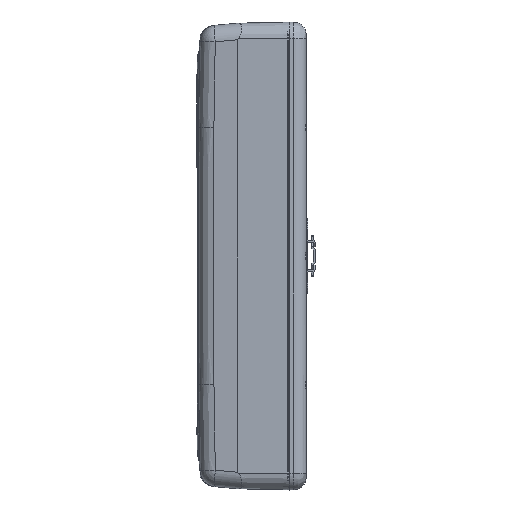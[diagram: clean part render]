
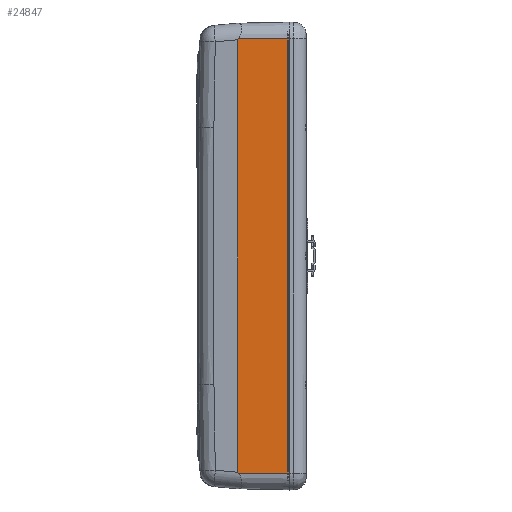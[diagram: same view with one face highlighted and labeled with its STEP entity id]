
A CAD part, left-side view. The second image highlights one B-rep face of the part: STEP entity #24847.
In plain terms, the highlighted planar face has unit normal (-1, 0.023, 0).
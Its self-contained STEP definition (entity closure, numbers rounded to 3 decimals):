
#2276 = CARTESIAN_POINT ( 'NONE',  ( -37.753, 176.002, 258.298 ) ) ;
#3649 = VERTEX_POINT ( 'NONE', #39820 ) ;
#4532 = CARTESIAN_POINT ( 'NONE',  ( -37.051, 206.964, -134.202 ) ) ;
#6037 =( BOUNDED_CURVE ( )  B_SPLINE_CURVE ( 3, ( #69538, #35379, #71737, #43196 ),
 .UNSPECIFIED., .F., .F. ) 
 B_SPLINE_CURVE_WITH_KNOTS ( ( 4, 4 ),
 ( 3.08, 3.136 ),
 .UNSPECIFIED. ) 
 CURVE ( )  GEOMETRIC_REPRESENTATION_ITEM ( )  RATIONAL_B_SPLINE_CURVE ( ( 1., 1., 1., 1. ) ) 
 REPRESENTATION_ITEM ( '' )  );
#6920 = CARTESIAN_POINT ( 'NONE',  ( -37.051, 206.964, -134.202 ) ) ;
#8287 = CARTESIAN_POINT ( 'NONE',  ( -38.104, 160.511, 258.298 ) ) ;
#9028 = ORIENTED_EDGE ( 'NONE', *, *, #59713, .T. ) ;
#9039 = CARTESIAN_POINT ( 'NONE',  ( -37.401, 191.493, 258.298 ) ) ;
#10159 = CARTESIAN_POINT ( 'NONE',  ( -37.046, 207.206, -133.901 ) ) ;
#13844 = CARTESIAN_POINT ( 'NONE',  ( -37.04, 207.356, 257.428 ) ) ;
#16997 = AXIS2_PLACEMENT_3D ( 'NONE', #55322, #66960, #26051 ) ;
#17962 = EDGE_CURVE ( 'NONE', #51562, #3649, #29526, .T. ) ;
#18760 = ORIENTED_EDGE ( 'NONE', *, *, #17962, .T. ) ;
#19974 = CARTESIAN_POINT ( 'NONE',  ( -38.101, 160.714, -107.535 ) ) ;
#20342 = CARTESIAN_POINT ( 'NONE',  ( -38.101, 160.712, -134.202 ) ) ;
#21505 = LINE ( 'NONE', #38695, #55096 ) ;
#22142 = ORIENTED_EDGE ( 'NONE', *, *, #25260, .T. ) ;
#23087 = VERTEX_POINT ( 'NONE', #13844 ) ;
#24480 = VERTEX_POINT ( 'NONE', #43765 ) ;
#24847 = ADVANCED_FACE ( 'NONE', ( #67330 ), #43674, .T. ) ;
#25260 = EDGE_CURVE ( 'NONE', #59314, #23087, #6037, .T. ) ;
#26051 = DIRECTION ( 'NONE',  ( 0., 0., 1. ) ) ;
#26691 = VECTOR ( 'NONE', #67437, 1000. ) ;
#26900 = LINE ( 'NONE', #49774, #26691 ) ;
#28964 = EDGE_LOOP ( 'NONE', ( #22142, #42698, #52218, #30504, #68484, #9028, #18760, #66965 ) ) ;
#29526 = LINE ( 'NONE', #56958, #54095 ) ;
#30504 = ORIENTED_EDGE ( 'NONE', *, *, #52445, .T. ) ;
#30661 = CARTESIAN_POINT ( 'NONE',  ( -37.043, 207.327, -133.329 ) ) ;
#32354 = EDGE_CURVE ( 'NONE', #56137, #42001, #60111, .T. ) ;
#35379 = CARTESIAN_POINT ( 'NONE',  ( -37.043, 207.234, 258.002 ) ) ;
#38193 = CARTESIAN_POINT ( 'NONE',  ( -37.043, 207.327, -133.61 ) ) ;
#38209 = CARTESIAN_POINT ( 'NONE',  ( -38.101, 160.649, 23.297 ) ) ;
#38695 = CARTESIAN_POINT ( 'NONE',  ( -38.097, 160.855, -134.202 ) ) ;
#38779 = CARTESIAN_POINT ( 'NONE',  ( -38.101, 160.718, -54.202 ) ) ;
#39680 = B_SPLINE_CURVE_WITH_KNOTS ( 'NONE', 3,
 ( #60392, #38209, #60018, #61138 ),
 .UNSPECIFIED., .F., .F.,
 ( 4, 4 ),
 ( 0., 1. ),
 .UNSPECIFIED. ) ;
#39820 = CARTESIAN_POINT ( 'NONE',  ( -38.104, 160.511, 258.298 ) ) ;
#42001 = VERTEX_POINT ( 'NONE', #6920 ) ;
#42698 = ORIENTED_EDGE ( 'NONE', *, *, #55401, .T. ) ;
#43196 = CARTESIAN_POINT ( 'NONE',  ( -37.04, 207.356, 257.428 ) ) ;
#43674 = PLANE ( 'NONE',  #16997 ) ;
#43765 = CARTESIAN_POINT ( 'NONE',  ( -38.101, 160.712, -134.202 ) ) ;
#44023 = EDGE_CURVE ( 'NONE', #59314, #3649, #65138, .T. ) ;
#44616 = CARTESIAN_POINT ( 'NONE',  ( -38.104, 160.511, 178.297 ) ) ;
#47087 = CARTESIAN_POINT ( 'NONE',  ( -37.049, 206.986, 258.3 ) ) ;
#48031 = CARTESIAN_POINT ( 'NONE',  ( -38.1, 160.716, -80.869 ) ) ;
#49601 = DIRECTION ( 'NONE',  ( -0.023, -1., 0. ) ) ;
#49774 = CARTESIAN_POINT ( 'NONE',  ( -37.042, 207.341, 62.045 ) ) ;
#51562 = VERTEX_POINT ( 'NONE', #44616 ) ;
#52218 = ORIENTED_EDGE ( 'NONE', *, *, #32354, .T. ) ;
#52445 = EDGE_CURVE ( 'NONE', #42001, #24480, #21505, .T. ) ;
#54064 = CARTESIAN_POINT ( 'NONE',  ( -38.101, 160.718, -54.202 ) ) ;
#54095 = VECTOR ( 'NONE', #57681, 1000. ) ;
#55096 = VECTOR ( 'NONE', #49601, 1000. ) ;
#55322 = CARTESIAN_POINT ( 'NONE',  ( -38.104, 160.512, 62.048 ) ) ;
#55401 = EDGE_CURVE ( 'NONE', #23087, #56137, #26900, .T. ) ;
#55708 = B_SPLINE_CURVE_WITH_KNOTS ( 'NONE', 3,
 ( #20342, #19974, #48031, #54064 ),
 .UNSPECIFIED., .F., .F.,
 ( 4, 4 ),
 ( 0., 1. ),
 .UNSPECIFIED. ) ;
#56137 = VERTEX_POINT ( 'NONE', #30661 ) ;
#56958 = CARTESIAN_POINT ( 'NONE',  ( -38.104, 160.511, 62.049 ) ) ;
#57681 = DIRECTION ( 'NONE',  ( 0., 0., 1. ) ) ;
#59314 = VERTEX_POINT ( 'NONE', #47087 ) ;
#59613 = CARTESIAN_POINT ( 'NONE',  ( -37.049, 206.986, 258.3 ) ) ;
#59713 = EDGE_CURVE ( 'NONE', #70783, #51562, #39680, .T. ) ;
#60018 = CARTESIAN_POINT ( 'NONE',  ( -38.103, 160.581, 100.797 ) ) ;
#60111 =( BOUNDED_CURVE ( )  B_SPLINE_CURVE ( 3, ( #73117, #38193, #10159, #4532 ),
 .UNSPECIFIED., .F., .F. ) 
 B_SPLINE_CURVE_WITH_KNOTS ( ( 4, 4 ),
 ( 3.147, 3.203 ),
 .UNSPECIFIED. ) 
 CURVE ( )  GEOMETRIC_REPRESENTATION_ITEM ( )  RATIONAL_B_SPLINE_CURVE ( ( 1., 1., 1., 1. ) ) 
 REPRESENTATION_ITEM ( '' )  );
#60392 = CARTESIAN_POINT ( 'NONE',  ( -38.101, 160.718, -54.202 ) ) ;
#61138 = CARTESIAN_POINT ( 'NONE',  ( -38.104, 160.511, 178.297 ) ) ;
#65138 = B_SPLINE_CURVE_WITH_KNOTS ( 'NONE', 3,
 ( #59613, #9039, #2276, #8287 ),
 .UNSPECIFIED., .F., .F.,
 ( 4, 4 ),
 ( 0., 1. ),
 .UNSPECIFIED. ) ;
#66820 = EDGE_CURVE ( 'NONE', #24480, #70783, #55708, .T. ) ;
#66960 = DIRECTION ( 'NONE',  ( -1., 0.023, 0. ) ) ;
#66965 = ORIENTED_EDGE ( 'NONE', *, *, #44023, .F. ) ;
#67330 = FACE_OUTER_BOUND ( 'NONE', #28964, .T. ) ;
#67437 = DIRECTION ( 'NONE',  ( 0., 0., -1. ) ) ;
#68484 = ORIENTED_EDGE ( 'NONE', *, *, #66820, .T. ) ;
#69538 = CARTESIAN_POINT ( 'NONE',  ( -37.049, 206.986, 258.3 ) ) ;
#70783 = VERTEX_POINT ( 'NONE', #38779 ) ;
#71737 = CARTESIAN_POINT ( 'NONE',  ( -37.04, 207.356, 257.71 ) ) ;
#73117 = CARTESIAN_POINT ( 'NONE',  ( -37.043, 207.327, -133.329 ) ) ;
